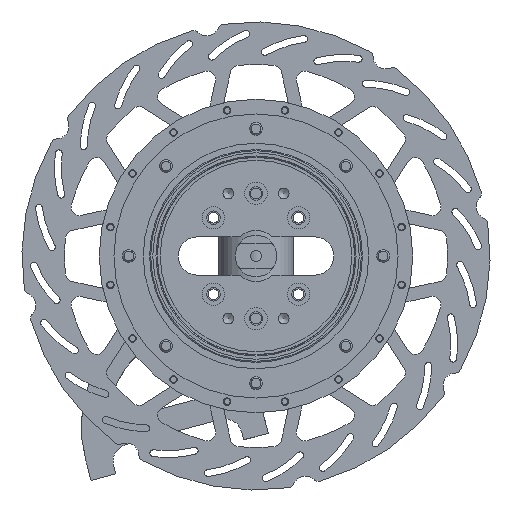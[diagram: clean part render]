
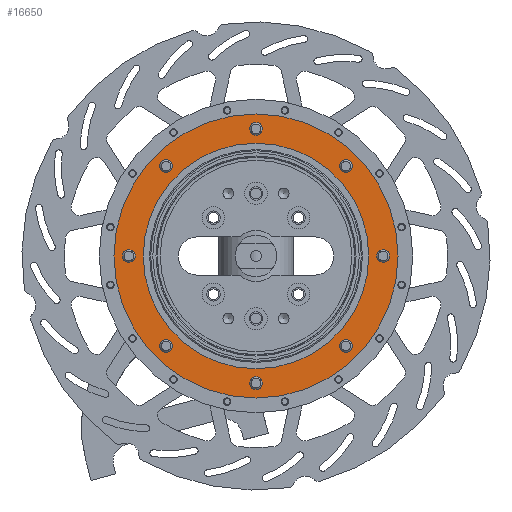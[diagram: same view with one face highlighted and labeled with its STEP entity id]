
A CAD part, left-side view. The second image highlights one B-rep face of the part: STEP entity #16650.
In plain terms, the highlighted planar face has unit normal (-1, 0, 0).
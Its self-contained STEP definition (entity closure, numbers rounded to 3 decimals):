
#417=FACE_BOUND('',#4981,.T.);
#418=FACE_BOUND('',#4982,.T.);
#419=FACE_BOUND('',#4983,.T.);
#420=FACE_BOUND('',#4984,.T.);
#421=FACE_BOUND('',#4985,.T.);
#422=FACE_BOUND('',#4986,.T.);
#423=FACE_BOUND('',#4987,.T.);
#424=FACE_BOUND('',#4988,.T.);
#425=FACE_BOUND('',#4989,.T.);
#837=PLANE('',#18177);
#3904=FACE_OUTER_BOUND('',#4980,.T.);
#4980=EDGE_LOOP('',(#12386));
#4981=EDGE_LOOP('',(#12387));
#4982=EDGE_LOOP('',(#12388));
#4983=EDGE_LOOP('',(#12389));
#4984=EDGE_LOOP('',(#12390));
#4985=EDGE_LOOP('',(#12391));
#4986=EDGE_LOOP('',(#12392));
#4987=EDGE_LOOP('',(#12393));
#4988=EDGE_LOOP('',(#12394));
#4989=EDGE_LOOP('',(#12395));
#6338=CIRCLE('',#18110,2.518);
#6342=CIRCLE('',#18117,2.518);
#6346=CIRCLE('',#18124,2.518);
#6350=CIRCLE('',#18131,2.518);
#6354=CIRCLE('',#18138,2.518);
#6358=CIRCLE('',#18145,2.518);
#6362=CIRCLE('',#18152,2.518);
#6366=CIRCLE('',#18159,2.518);
#6375=CIRCLE('',#18176,66.75);
#6376=CIRCLE('',#18178,53.);
#7743=VERTEX_POINT('',#26673);
#7747=VERTEX_POINT('',#26686);
#7751=VERTEX_POINT('',#26699);
#7755=VERTEX_POINT('',#26712);
#7759=VERTEX_POINT('',#26725);
#7763=VERTEX_POINT('',#26738);
#7767=VERTEX_POINT('',#26751);
#7771=VERTEX_POINT('',#26764);
#7780=VERTEX_POINT('',#26794);
#7781=VERTEX_POINT('',#26798);
#9482=EDGE_CURVE('',#7743,#7743,#6338,.T.);
#9488=EDGE_CURVE('',#7747,#7747,#6342,.T.);
#9494=EDGE_CURVE('',#7751,#7751,#6346,.T.);
#9500=EDGE_CURVE('',#7755,#7755,#6350,.T.);
#9506=EDGE_CURVE('',#7759,#7759,#6354,.T.);
#9512=EDGE_CURVE('',#7763,#7763,#6358,.T.);
#9518=EDGE_CURVE('',#7767,#7767,#6362,.T.);
#9524=EDGE_CURVE('',#7771,#7771,#6366,.T.);
#9536=EDGE_CURVE('',#7780,#7780,#6375,.T.);
#9538=EDGE_CURVE('',#7781,#7781,#6376,.T.);
#12386=ORIENTED_EDGE('',*,*,#9536,.T.);
#12387=ORIENTED_EDGE('',*,*,#9482,.T.);
#12388=ORIENTED_EDGE('',*,*,#9488,.T.);
#12389=ORIENTED_EDGE('',*,*,#9494,.T.);
#12390=ORIENTED_EDGE('',*,*,#9500,.T.);
#12391=ORIENTED_EDGE('',*,*,#9506,.T.);
#12392=ORIENTED_EDGE('',*,*,#9512,.T.);
#12393=ORIENTED_EDGE('',*,*,#9518,.T.);
#12394=ORIENTED_EDGE('',*,*,#9524,.T.);
#12395=ORIENTED_EDGE('',*,*,#9538,.F.);
#16650=ADVANCED_FACE('',(#3904,#417,#418,#419,#420,#421,#422,#423,#424,
#425),#837,.T.);
#18110=AXIS2_PLACEMENT_3D('',#26675,#21040,#21041);
#18117=AXIS2_PLACEMENT_3D('',#26688,#21056,#21057);
#18124=AXIS2_PLACEMENT_3D('',#26701,#21072,#21073);
#18131=AXIS2_PLACEMENT_3D('',#26714,#21088,#21089);
#18138=AXIS2_PLACEMENT_3D('',#26727,#21104,#21105);
#18145=AXIS2_PLACEMENT_3D('',#26740,#21120,#21121);
#18152=AXIS2_PLACEMENT_3D('',#26753,#21136,#21137);
#18159=AXIS2_PLACEMENT_3D('',#26766,#21152,#21153);
#18176=AXIS2_PLACEMENT_3D('',#26795,#21189,#21190);
#18177=AXIS2_PLACEMENT_3D('',#26797,#21192,#21193);
#18178=AXIS2_PLACEMENT_3D('',#26799,#21194,#21195);
#21040=DIRECTION('center_axis',(1.,0.,0.));
#21041=DIRECTION('ref_axis',(0.,-0.707,0.707));
#21056=DIRECTION('center_axis',(1.,0.,0.));
#21057=DIRECTION('ref_axis',(0.,-1.,0.));
#21072=DIRECTION('center_axis',(1.,0.,0.));
#21073=DIRECTION('ref_axis',(0.,-0.707,-0.707));
#21088=DIRECTION('center_axis',(1.,0.,0.));
#21089=DIRECTION('ref_axis',(0.,0.,
-1.));
#21104=DIRECTION('center_axis',(1.,0.,0.));
#21105=DIRECTION('ref_axis',(0.,0.707,-0.707));
#21120=DIRECTION('center_axis',(1.,0.,0.));
#21121=DIRECTION('ref_axis',(0.,1.,0.));
#21136=DIRECTION('center_axis',(1.,0.,0.));
#21137=DIRECTION('ref_axis',(0.,0.707,0.707));
#21152=DIRECTION('center_axis',(1.,0.,0.));
#21153=DIRECTION('ref_axis',(0.,0.,1.));
#21189=DIRECTION('center_axis',(-1.,0.,0.));
#21190=DIRECTION('ref_axis',(0.,0.,1.));
#21192=DIRECTION('center_axis',(-1.,0.,0.));
#21193=DIRECTION('ref_axis',(0.,0.,1.));
#21194=DIRECTION('center_axis',(-1.,0.,0.));
#21195=DIRECTION('ref_axis',(0.,0.,1.));
#26673=CARTESIAN_POINT('',(-31.5,-40.469,40.469));
#26675=CARTESIAN_POINT('Origin',(-31.5,-42.25,42.25));
#26686=CARTESIAN_POINT('',(-31.5,-57.233,0.));
#26688=CARTESIAN_POINT('Origin',(-31.5,-59.75,0.));
#26699=CARTESIAN_POINT('',(-31.5,-40.469,-40.469));
#26701=CARTESIAN_POINT('Origin',(-31.5,-42.25,-42.25));
#26712=CARTESIAN_POINT('',(-31.5,0.,-57.233));
#26714=CARTESIAN_POINT('Origin',(-31.5,0.,
-59.75));
#26725=CARTESIAN_POINT('',(-31.5,40.469,-40.469));
#26727=CARTESIAN_POINT('Origin',(-31.5,42.25,-42.25));
#26738=CARTESIAN_POINT('',(-31.5,57.233,0.));
#26740=CARTESIAN_POINT('Origin',(-31.5,59.75,0.));
#26751=CARTESIAN_POINT('',(-31.5,40.469,40.469));
#26753=CARTESIAN_POINT('Origin',(-31.5,42.25,42.25));
#26764=CARTESIAN_POINT('',(-31.5,0.,57.233));
#26766=CARTESIAN_POINT('Origin',(-31.5,0.,59.75));
#26794=CARTESIAN_POINT('',(-31.5,0.,-66.75));
#26795=CARTESIAN_POINT('Origin',(-31.5,0.,0.));
#26797=CARTESIAN_POINT('Origin',(-31.5,0.,53.));
#26798=CARTESIAN_POINT('',(-31.5,0.,-53.));
#26799=CARTESIAN_POINT('Origin',(-31.5,0.,0.));
